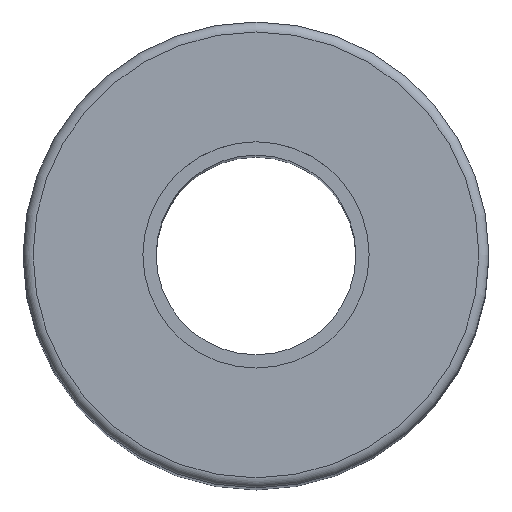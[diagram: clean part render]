
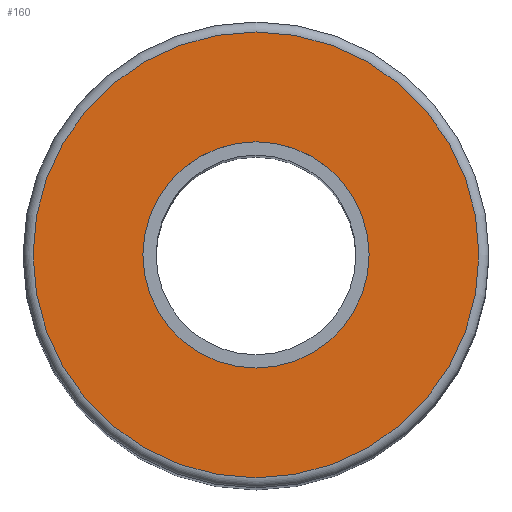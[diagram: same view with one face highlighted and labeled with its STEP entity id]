
A CAD part, top view. The second image highlights one B-rep face of the part: STEP entity #160.
In plain terms, the highlighted planar face has unit normal (0, 0, 1).
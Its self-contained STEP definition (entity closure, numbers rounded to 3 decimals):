
#28=ORIENTED_EDGE('',*,*,#56,.T.);
#29=ORIENTED_EDGE('',*,*,#57,.F.);
#56=EDGE_CURVE('',#70,#70,#84,.T.);
#57=EDGE_CURVE('',#71,#71,#85,.T.);
#70=VERTEX_POINT('',#276);
#71=VERTEX_POINT('',#278);
#84=CIRCLE('',#188,1.7);
#85=CIRCLE('',#189,3.35);
#98=EDGE_LOOP('',(#28));
#99=EDGE_LOOP('',(#29));
#126=FACE_BOUND('',#98,.T.);
#127=FACE_BOUND('',#99,.T.);
#154=PLANE('',#187);
#160=ADVANCED_FACE('',(#126,#127),#154,.T.);
#187=AXIS2_PLACEMENT_3D('',#274,#217,#218);
#188=AXIS2_PLACEMENT_3D('',#275,#219,#220);
#189=AXIS2_PLACEMENT_3D('',#277,#221,#222);
#217=DIRECTION('',(0.,0.,1.));
#218=DIRECTION('',(1.,0.,0.));
#219=DIRECTION('',(0.,0.,-1.));
#220=DIRECTION('',(-1.,0.,0.));
#221=DIRECTION('',(0.,0.,-1.));
#222=DIRECTION('',(-1.,0.,0.));
#274=CARTESIAN_POINT('',(0.,3.5,9.5));
#275=CARTESIAN_POINT('',(0.,0.,9.5));
#276=CARTESIAN_POINT('',(-1.7,0.,9.5));
#277=CARTESIAN_POINT('',(0.,0.,9.5));
#278=CARTESIAN_POINT('',(-3.35,0.,9.5));
